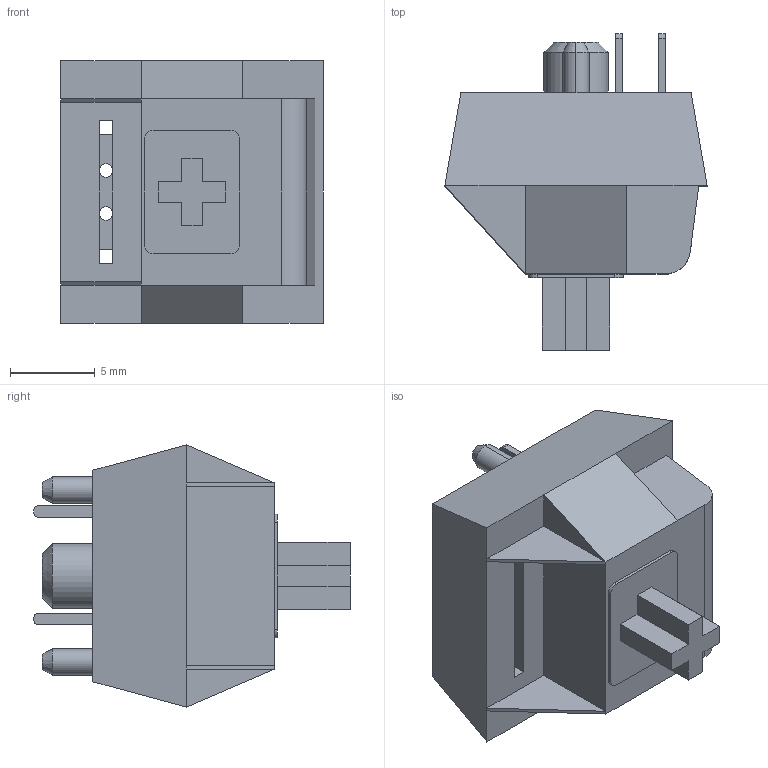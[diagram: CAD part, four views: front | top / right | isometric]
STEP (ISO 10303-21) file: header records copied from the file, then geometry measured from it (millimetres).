
FILE_DESCRIPTION (( 'STEP AP214' ), '1' );
FILE_NAME ('DEED3C1E-54CF-4BF9-ADD3-2E0A13839CFC.STEP', '2022-08-12T07:34:07', ( '' ), ( '' ), 'SwSTEP 2.0', 'SolidWorks 2022', '' );
FILE_SCHEMA (( 'AUTOMOTIVE_DESIGN' ));
Length unit declared in the file: millimetre
Products named in the file (1): DEED3C1E-54CF-4BF9-ADD3-2E0A13839CFC
Bounding box: 15.5 x 18.7 x 15.5 mm (x, y, z)
Volume: 1814.2 mm3; surface area: 1226.8 mm2
Topology: 1 solids, 1 shells, 91 faces, 229 edges, 144 vertices
Faces by surface type: plane 66, cylinder 19, cone 6
Entity records: 3085 total; most frequent: CARTESIAN_POINT 465, DIRECTION 461, ORIENTED_EDGE 458, EDGE_CURVE 229, LINE 181, VECTOR 181, VERTEX_POINT 144, AXIS2_PLACEMENT_3D 140
